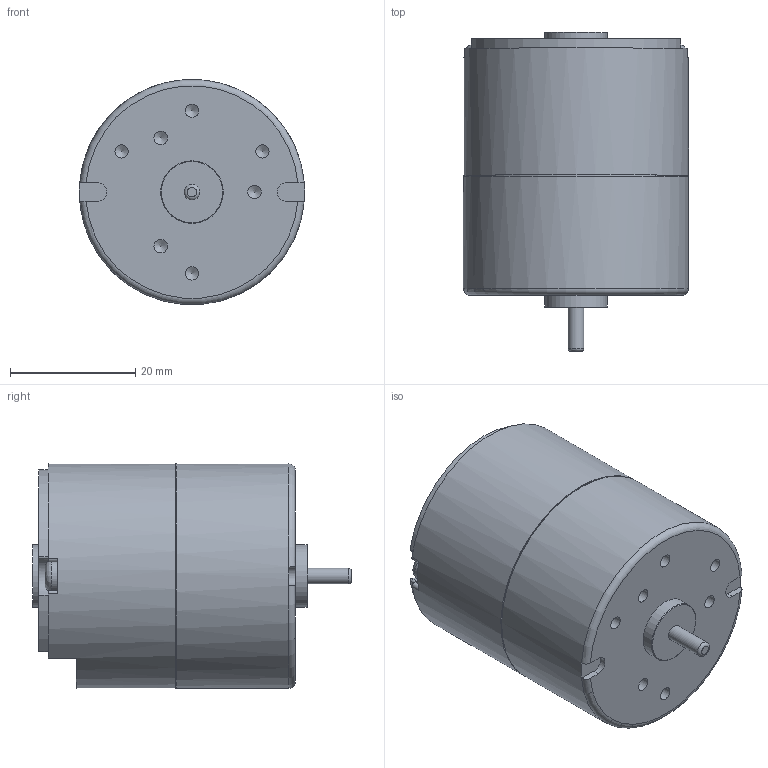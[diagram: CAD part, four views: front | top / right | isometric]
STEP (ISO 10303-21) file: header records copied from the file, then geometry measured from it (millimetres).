
FILE_DESCRIPTION((''),'2;1');
FILE_NAME('TP-3641A.stp','2013-06-14T14:27:46',('SSEGAWA'),(''),'Autodesk Inventor 2010','Autodesk Inventor 2010','');
FILE_SCHEMA(('CONFIG_CONTROL_DESIGN'));
Length unit declared in the file: millimetre
Products named in the file (1): tp_3641,l
Bounding box: 35.99 x 51 x 35.97 mm (x, y, z)
Volume: 40393.7 mm3; surface area: 7269 mm2
Topology: 1 solids, 1 shells, 138 faces, 347 edges, 228 vertices
Faces by surface type: plane 79, cylinder 29, bspline 25, torus 4, cone 1
Full cylindrical faces by diameter (mm): 2.5 x2, 5 x1, 10 x2, 35.6 x1, 36 x2
Entity records: 4133 total; most frequent: CARTESIAN_POINT 1105, DIRECTION 612, ORIENTED_EDGE 576, EDGE_CURVE 288, AXIS2_PLACEMENT_3D 214, VERTEX_POINT 204, EDGE_LOOP 190, VECTOR 184
